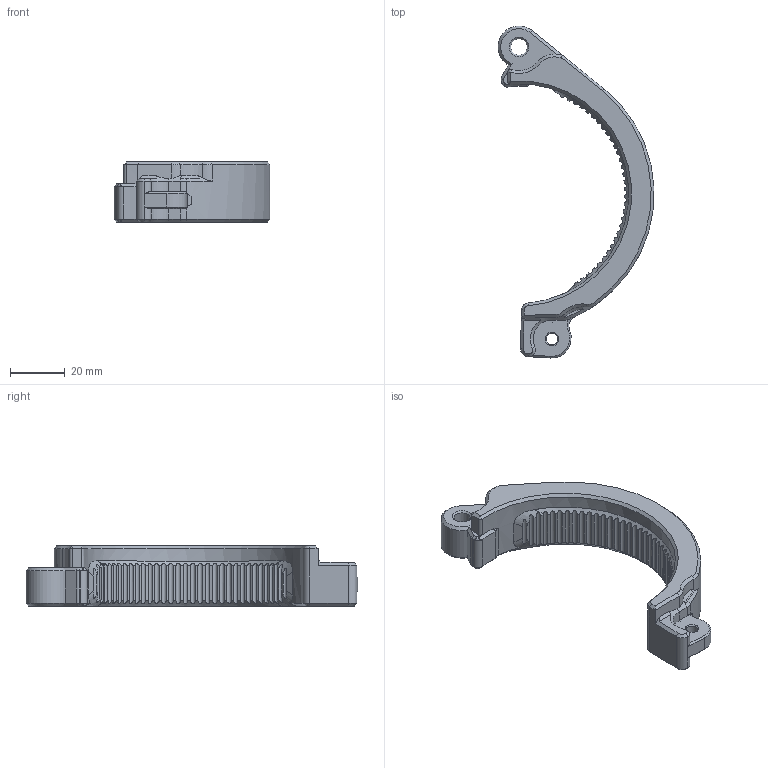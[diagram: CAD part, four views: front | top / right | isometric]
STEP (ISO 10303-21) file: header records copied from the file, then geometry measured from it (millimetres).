
FILE_DESCRIPTION(/* description */ (''),/* implementation_level */ '2;1');
FILE_NAME(/* name */ 'PitClamp Mini - Common - Upper (Unbranded).step',/* time_stamp */ '2024-08-17T10:25:08-04:00',/* author */ (''),/* organization */ (''),/* preprocessor_version */ 'ST-DEVELOPER v20',/* originating_system */ 'Autodesk Translation Framework v13.14.0.145',/* authorisation */ '');
FILE_SCHEMA (('AUTOMOTIVE_DESIGN { 1 0 10303 214 3 1 1 }'));
Length unit declared in the file: millimetre
Products named in the file (1): PitClamp_Mini_Ring_Base_UNBRANDED
Bounding box: 56.91 x 121.15 x 22 mm (x, y, z)
Volume: 34457.3 mm3; surface area: 11033.2 mm2
Topology: 1 solids, 1 shells, 197 faces, 538 edges, 342 vertices
Faces by surface type: cylinder 99, cone 51, plane 39, bspline 6, torus 2
Full cylindrical faces by diameter (mm): 4.2 x1, 6 x1, 7.2 x1
Entity records: 8237 total; most frequent: CARTESIAN_POINT 3411, ORIENTED_EDGE 1070, DIRECTION 936, EDGE_CURVE 535, AXIS2_PLACEMENT_3D 364, VERTEX_POINT 342, LINE 208, VECTOR 208
